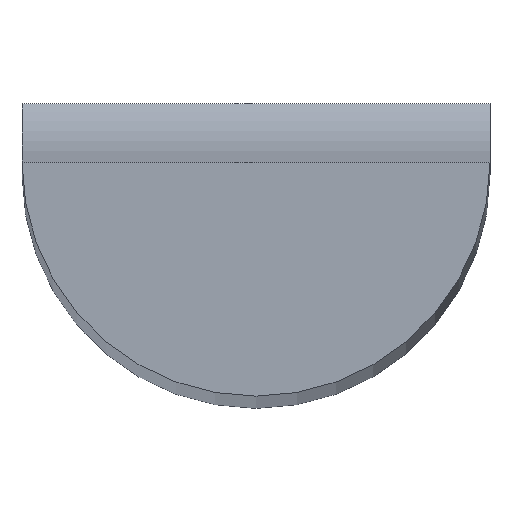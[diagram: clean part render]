
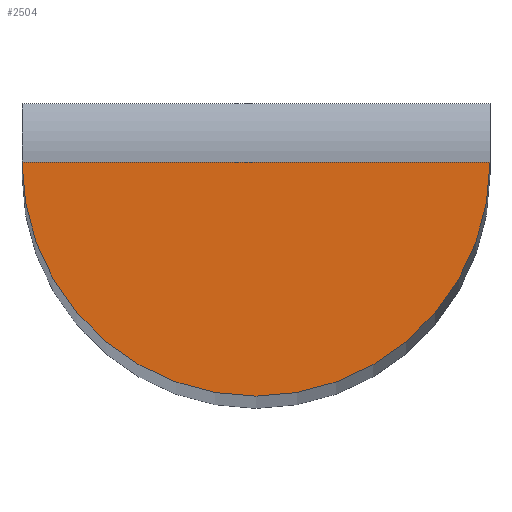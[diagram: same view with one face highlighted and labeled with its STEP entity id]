
A CAD part, top view. The second image highlights one B-rep face of the part: STEP entity #2504.
In plain terms, the highlighted planar face has unit normal (0, 0, 1).
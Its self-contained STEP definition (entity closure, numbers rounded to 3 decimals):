
#77 = AXIS2_PLACEMENT_3D ( 'NONE', #9943, #9294, #6116 ) ;
#1156 = PLANE ( 'NONE',  #4503 ) ;
#2066 = ORIENTED_EDGE ( 'NONE', *, *, #8683, .T. ) ;
#2217 = EDGE_CURVE ( 'NONE', #5299, #7617, #3140, .T. ) ;
#2504 = ADVANCED_FACE ( 'NONE', ( #8142 ), #1156, .T. ) ;
#3140 = LINE ( 'NONE', #6245, #5159 ) ;
#3597 = DIRECTION ( 'NONE',  ( 0., 0., 1. ) ) ;
#3650 = EDGE_LOOP ( 'NONE', ( #2066, #9266 ) ) ;
#3716 = DIRECTION ( 'NONE',  ( -1., 0., 0. ) ) ;
#4266 = CARTESIAN_POINT ( 'NONE',  ( 0., 0., 600. ) ) ;
#4503 = AXIS2_PLACEMENT_3D ( 'NONE', #4266, #3597, #7374 ) ;
#4862 = CARTESIAN_POINT ( 'NONE',  ( -20., 0., 600. ) ) ;
#5159 = VECTOR ( 'NONE', #3716, 1000. ) ;
#5299 = VERTEX_POINT ( 'NONE', #9551 ) ;
#6116 = DIRECTION ( 'NONE',  ( 1., 0., 0. ) ) ;
#6245 = CARTESIAN_POINT ( 'NONE',  ( -20., 0., 600. ) ) ;
#7374 = DIRECTION ( 'NONE',  ( 1., 0., 0. ) ) ;
#7617 = VERTEX_POINT ( 'NONE', #4862 ) ;
#8142 = FACE_OUTER_BOUND ( 'NONE', #3650, .T. ) ;
#8557 = CIRCLE ( 'NONE', #77, 20. ) ;
#8683 = EDGE_CURVE ( 'NONE', #7617, #5299, #8557, .T. ) ;
#9266 = ORIENTED_EDGE ( 'NONE', *, *, #2217, .T. ) ;
#9294 = DIRECTION ( 'NONE',  ( 0., 0., 1. ) ) ;
#9551 = CARTESIAN_POINT ( 'NONE',  ( 20., 0., 600. ) ) ;
#9943 = CARTESIAN_POINT ( 'NONE',  ( 0., 0., 600. ) ) ;
